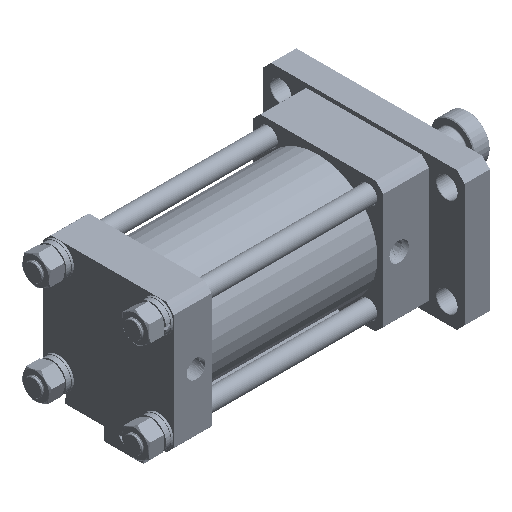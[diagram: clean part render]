
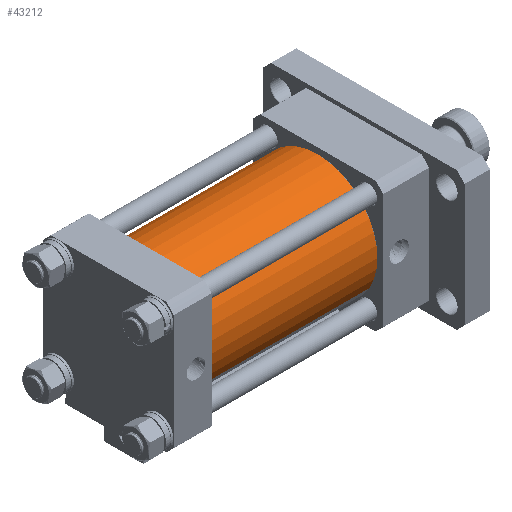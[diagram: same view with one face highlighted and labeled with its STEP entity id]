
A CAD part, isometric view. The second image highlights one B-rep face of the part: STEP entity #43212.
In plain terms, the highlighted cylindrical face has radius 76 mm (diameter 152 mm), a partial arc.
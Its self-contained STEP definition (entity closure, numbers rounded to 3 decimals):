
#619 = CARTESIAN_POINT ( 'NONE',  ( -14823.164, 14992.584, 0. ) ) ;
#620 = DIRECTION ( 'NONE',  ( 1., 0., 0. ) ) ;
#621 = DIRECTION ( 'NONE',  ( 0., 1., 0. ) ) ;
#7934 = CIRCLE ( 'NONE', #9302, 76. ) ;
#7935 = CIRCLE ( 'NONE', #9307, 76. ) ;
#9302 = AXIS2_PLACEMENT_3D ( 'NONE', #12163, #12164, #12165 ) ;
#9307 = AXIS2_PLACEMENT_3D ( 'NONE', #12166, #12173, #12174 ) ;
#9310 = VECTOR ( 'NONE', #12172, 1000. ) ;
#9312 = VECTOR ( 'NONE', #12178, 1000. ) ;
#12163 = CARTESIAN_POINT ( 'NONE',  ( -15044.573, 14992.584, 0. ) ) ;
#12164 = DIRECTION ( 'NONE',  ( 1., 0., 0. ) ) ;
#12165 = DIRECTION ( 'NONE',  ( 0., 1., 0. ) ) ;
#12166 = CARTESIAN_POINT ( 'NONE',  ( -14829.573, 14992.584, 0. ) ) ;
#12170 = LINE ( 'NONE', #12171, #9310 ) ;
#12171 = CARTESIAN_POINT ( 'NONE',  ( -14823.164, 14916.584, 0. ) ) ;
#12172 = DIRECTION ( 'NONE',  ( 1., 0., 0. ) ) ;
#12173 = DIRECTION ( 'NONE',  ( 1., 0., 0. ) ) ;
#12174 = DIRECTION ( 'NONE',  ( 0., 1., 0. ) ) ;
#12176 = LINE ( 'NONE', #12177, #9312 ) ;
#12177 = CARTESIAN_POINT ( 'NONE',  ( -14823.164, 15068.584, 0. ) ) ;
#12178 = DIRECTION ( 'NONE',  ( 1., 0., 0. ) ) ;
#28620 = CARTESIAN_POINT ( 'NONE',  ( -14829.573, 14916.584, 0. ) ) ;
#28810 = CARTESIAN_POINT ( 'NONE',  ( -14829.573, 15068.584, 0. ) ) ;
#31947 = CARTESIAN_POINT ( 'NONE',  ( -15044.573, 15068.584, 0. ) ) ;
#31952 = CARTESIAN_POINT ( 'NONE',  ( -15044.573, 14916.584, 0. ) ) ;
#43212 = ADVANCED_FACE ( 'NONE', ( #68235 ), #68240, .T. ) ;
#44071 = EDGE_LOOP ( 'NONE', ( #46984, #46986, #46985, #46987 ) ) ;
#46702 = EDGE_CURVE ( 'NONE', #53883, #53888, #7934, .T. ) ;
#46704 = EDGE_CURVE ( 'NONE', #53888, #53200, #12170, .T. ) ;
#46705 = EDGE_CURVE ( 'NONE', #53390, #53200, #7935, .T. ) ;
#46706 = EDGE_CURVE ( 'NONE', #53883, #53390, #12176, .T. ) ;
#46984 = ORIENTED_EDGE ( 'NONE', *, *, #46702, .T. ) ;
#46985 = ORIENTED_EDGE ( 'NONE', *, *, #46705, .F. ) ;
#46986 = ORIENTED_EDGE ( 'NONE', *, *, #46704, .T. ) ;
#46987 = ORIENTED_EDGE ( 'NONE', *, *, #46706, .F. ) ;
#53200 = VERTEX_POINT ( 'NONE', #28620 ) ;
#53390 = VERTEX_POINT ( 'NONE', #28810 ) ;
#53883 = VERTEX_POINT ( 'NONE', #31947 ) ;
#53888 = VERTEX_POINT ( 'NONE', #31952 ) ;
#68235 = FACE_OUTER_BOUND ( 'NONE', #44071, .T. ) ;
#68237 = AXIS2_PLACEMENT_3D ( 'NONE', #619, #620, #621 ) ;
#68240 = CYLINDRICAL_SURFACE ( 'NONE', #68237, 76. ) ;
